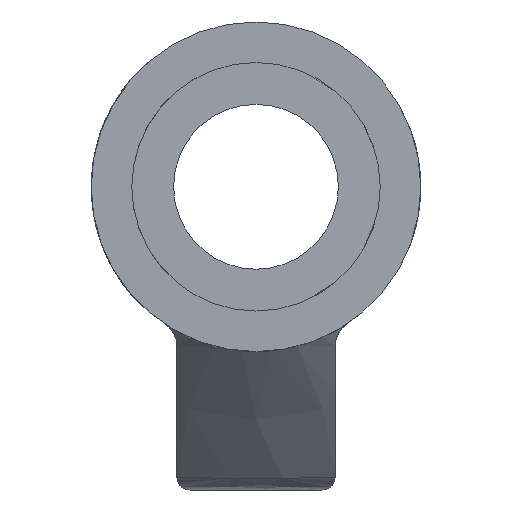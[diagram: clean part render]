
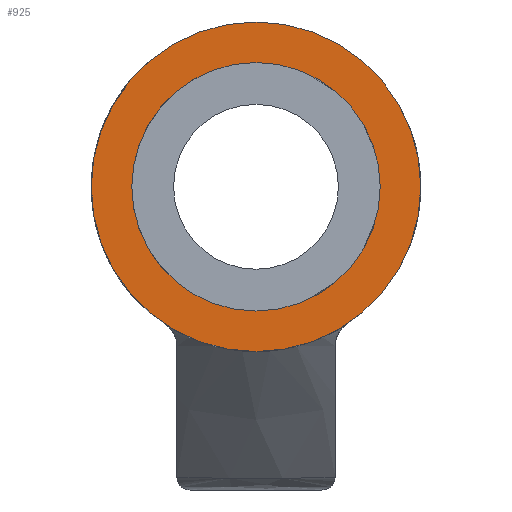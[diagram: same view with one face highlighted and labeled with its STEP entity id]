
A CAD part, front view. The second image highlights one B-rep face of the part: STEP entity #925.
In plain terms, the highlighted planar face has unit normal (0, -1, 0).
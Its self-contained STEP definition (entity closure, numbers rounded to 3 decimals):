
#36=PLANE('',#1021);
#57=FACE_BOUND('',#219,.T.);
#65=CIRCLE('',#989,12.5);
#78=CIRCLE('',#1020,9.424);
#150=FACE_OUTER_BOUND('',#218,.T.);
#218=EDGE_LOOP('',(#753));
#219=EDGE_LOOP('',(#754));
#410=VERTEX_POINT('',#1526);
#451=VERTEX_POINT('',#1825);
#502=EDGE_CURVE('',#410,#410,#65,.T.);
#557=EDGE_CURVE('',#451,#451,#78,.T.);
#753=ORIENTED_EDGE('',*,*,#502,.T.);
#754=ORIENTED_EDGE('',*,*,#557,.T.);
#925=ADVANCED_FACE('',(#150,#57),#36,.T.);
#989=AXIS2_PLACEMENT_3D('',#1528,#1092,#1093);
#1020=AXIS2_PLACEMENT_3D('',#1826,#1178,#1179);
#1021=AXIS2_PLACEMENT_3D('',#1829,#1182,#1183);
#1092=DIRECTION('center_axis',(0.,-1.,0.));
#1093=DIRECTION('ref_axis',(1.,0.,0.));
#1178=DIRECTION('center_axis',(0.,1.,0.));
#1179=DIRECTION('ref_axis',(-1.,0.,0.));
#1182=DIRECTION('center_axis',(0.,-1.,0.));
#1183=DIRECTION('ref_axis',(0.,0.,-1.));
#1526=CARTESIAN_POINT('',(12.5,-30.,0.));
#1528=CARTESIAN_POINT('Origin',(0.,-30.,0.));
#1825=CARTESIAN_POINT('',(9.424,-30.,0.));
#1826=CARTESIAN_POINT('Origin',(0.,-30.,0.));
#1829=CARTESIAN_POINT('Origin',(0.,-30.,0.));
